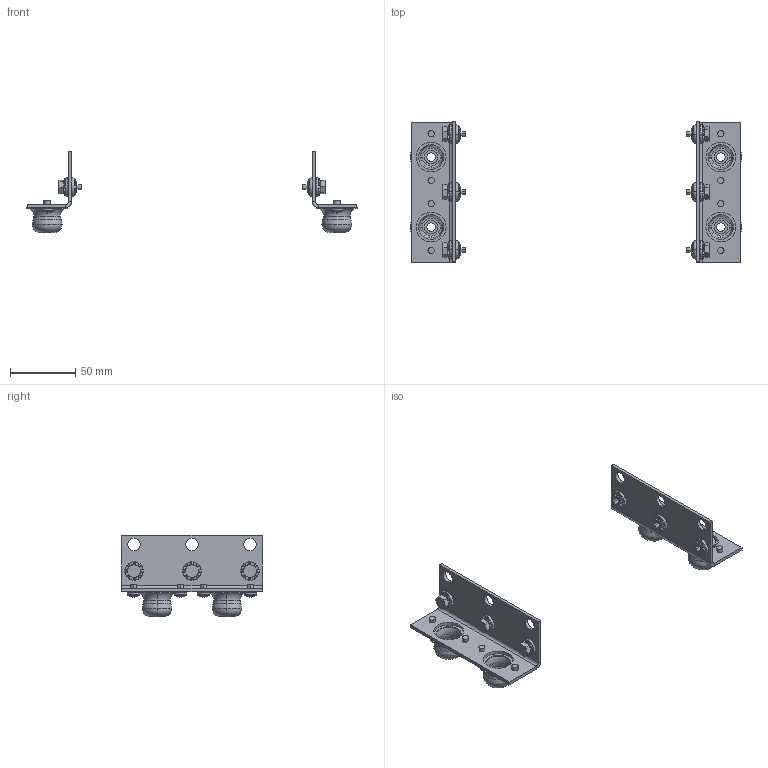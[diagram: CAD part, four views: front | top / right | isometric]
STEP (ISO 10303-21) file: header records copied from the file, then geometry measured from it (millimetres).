
FILE_DESCRIPTION (( 'STEP AP214' ), '1' );
FILE_NAME ('VSMK-1 Dimensional.STEP', '2023-11-16T21:38:33', ( '' ), ( '' ), 'SwSTEP 2.0', 'SolidWorks 2022', '' );
FILE_SCHEMA (( 'AUTOMOTIVE_DESIGN' ));
Length unit declared in the file: inch
Products named in the file (7): 306-104085.50; 500-000540.00_500-000540.00; 500-008779.50_9311K136; 230-104205.50_Standard; 500-008785.50; 500-008778.50_6772K811; VSMK-1 Dimensional
Assembly tree (15 placements, depth 3):
  VSMK-1 Dimensional
    230-104205.50_Standard  x2
      306-104085.50
      500-008778.50_6772K811
      500-000540.00_500-000540.00
      500-008779.50_9311K136
      500-008785.50
Bounding box: 253.88 x 107.44 x 62.23 mm (x, y, z)
Volume: 60618.9 mm3; surface area: 59765.2 mm2
Topology: 34 solids, 34 shells, 1148 faces, 3008 edges, 1952 vertices
Faces by surface type: plane 644, torus 204, cylinder 200, cone 84, sphere 16
Entity records: 7957 total; most frequent: CARTESIAN_POINT 1907, DIRECTION 1253, ORIENTED_EDGE 1166, EDGE_CURVE 583, AXIS2_PLACEMENT_3D 516, VERTEX_POINT 378, CIRCLE 274, EDGE_LOOP 263
